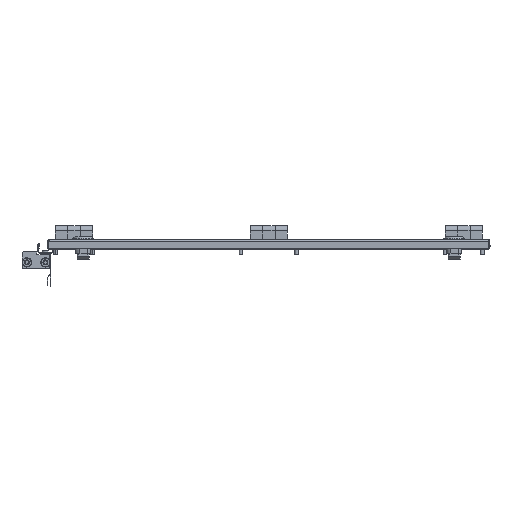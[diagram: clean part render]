
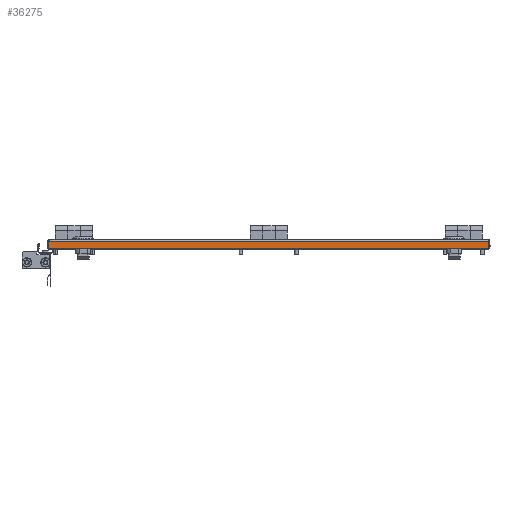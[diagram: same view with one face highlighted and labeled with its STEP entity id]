
A CAD part, left-side view. The second image highlights one B-rep face of the part: STEP entity #36275.
In plain terms, the highlighted planar face has unit normal (-1, 0, 0).
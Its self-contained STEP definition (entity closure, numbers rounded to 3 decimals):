
#5111 = LINE ( 'NONE', #21324, #16774 ) ;
#7283 = VECTOR ( 'NONE', #11068, 1000. ) ;
#8374 = EDGE_CURVE ( 'NONE', #20850, #63507, #17409, .T. ) ;
#9045 = EDGE_LOOP ( 'NONE', ( #59618, #33182, #20828, #50313 ) ) ;
#9192 = VERTEX_POINT ( 'NONE', #9579 ) ;
#9579 = CARTESIAN_POINT ( 'NONE',  ( -289.25, 296.528, -12. ) ) ;
#11068 = DIRECTION ( 'NONE',  ( 0., -1., 0. ) ) ;
#15369 = PLANE ( 'NONE',  #61589 ) ;
#15858 = LINE ( 'NONE', #35742, #28254 ) ;
#16774 = VECTOR ( 'NONE', #61378, 1000. ) ;
#17409 = LINE ( 'NONE', #21671, #7283 ) ;
#17699 = VERTEX_POINT ( 'NONE', #20929 ) ;
#20163 = DIRECTION ( 'NONE',  ( 0., 0., -1. ) ) ;
#20828 = ORIENTED_EDGE ( 'NONE', *, *, #25087, .T. ) ;
#20850 = VERTEX_POINT ( 'NONE', #35982 ) ;
#20929 = CARTESIAN_POINT ( 'NONE',  ( -289.25, -296.531, -12. ) ) ;
#20961 = CARTESIAN_POINT ( 'NONE',  ( -289.25, -296.531, -2.4 ) ) ;
#21324 = CARTESIAN_POINT ( 'NONE',  ( -289.25, -0.002, -12. ) ) ;
#21671 = CARTESIAN_POINT ( 'NONE',  ( -289.25, -298.002, -2.4 ) ) ;
#25087 = EDGE_CURVE ( 'NONE', #20850, #9192, #50699, .T. ) ;
#25559 = CARTESIAN_POINT ( 'NONE',  ( -289.25, -0.002, 0. ) ) ;
#28254 = VECTOR ( 'NONE', #40709, 1000. ) ;
#33182 = ORIENTED_EDGE ( 'NONE', *, *, #8374, .F. ) ;
#35742 = CARTESIAN_POINT ( 'NONE',  ( -289.25, -296.531, -1.4 ) ) ;
#35828 = DIRECTION ( 'NONE',  ( 1., 0., 0. ) ) ;
#35982 = CARTESIAN_POINT ( 'NONE',  ( -289.25, 296.528, -2.4 ) ) ;
#36275 = ADVANCED_FACE ( 'NONE', ( #57146 ), #15369, .F. ) ;
#37452 = VECTOR ( 'NONE', #37917, 1000. ) ;
#37917 = DIRECTION ( 'NONE',  ( 0., 0., -1. ) ) ;
#40709 = DIRECTION ( 'NONE',  ( 0., 0., -1. ) ) ;
#48175 = EDGE_CURVE ( 'NONE', #63507, #17699, #15858, .T. ) ;
#50313 = ORIENTED_EDGE ( 'NONE', *, *, #51699, .T. ) ;
#50699 = LINE ( 'NONE', #52936, #37452 ) ;
#51699 = EDGE_CURVE ( 'NONE', #9192, #17699, #5111, .T. ) ;
#52936 = CARTESIAN_POINT ( 'NONE',  ( -289.25, 296.528, 0. ) ) ;
#57146 = FACE_OUTER_BOUND ( 'NONE', #9045, .T. ) ;
#59618 = ORIENTED_EDGE ( 'NONE', *, *, #48175, .F. ) ;
#61378 = DIRECTION ( 'NONE',  ( 0., -1., 0. ) ) ;
#61589 = AXIS2_PLACEMENT_3D ( 'NONE', #25559, #35828, #20163 ) ;
#63507 = VERTEX_POINT ( 'NONE', #20961 ) ;
